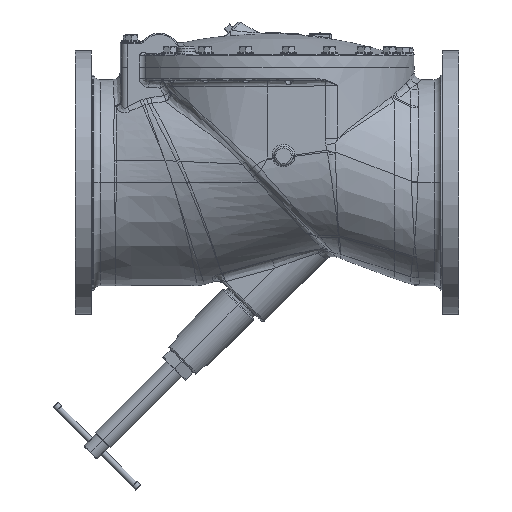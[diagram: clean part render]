
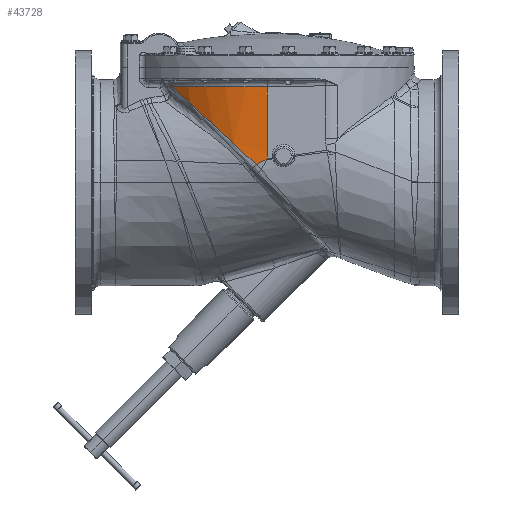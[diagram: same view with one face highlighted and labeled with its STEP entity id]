
A CAD part, top view. The second image highlights one B-rep face of the part: STEP entity #43728.
In plain terms, the highlighted cylindrical face has radius 349.504 mm (diameter 699.008 mm), a partial arc.
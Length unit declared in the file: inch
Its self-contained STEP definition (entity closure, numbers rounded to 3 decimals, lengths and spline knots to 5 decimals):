
#13806=CARTESIAN_POINT('',(-1.13326,1.85634,
13.71325));
#13816=DIRECTION('',(0.,1.,0.));
#13817=VECTOR('',#13816,0.75939);
#13818=CARTESIAN_POINT('',(0.,2.43775,
13.76));
#13819=LINE('',#13818,#13817);
#13820=CARTESIAN_POINT('',(-1.13326,1.85634,
13.71325));
#13821=CARTESIAN_POINT('',(-1.09546,1.8768,
13.71638));
#13822=CARTESIAN_POINT('',(-1.02319,1.91603,
13.72203));
#13823=CARTESIAN_POINT('',(-0.9253,1.96938,
13.72896));
#13824=CARTESIAN_POINT('',(-0.83625,2.01808,
13.73465));
#13825=CARTESIAN_POINT('',(-0.75519,2.06254,
13.73933));
#13826=CARTESIAN_POINT('',(-0.68122,2.10319,
13.74319));
#13827=CARTESIAN_POINT('',(-0.6136,2.1404,
13.74636));
#13828=CARTESIAN_POINT('',(-0.55168,2.17447,
13.74898));
#13829=CARTESIAN_POINT('',(-0.49491,2.2057,
13.75113));
#13830=CARTESIAN_POINT('',(-0.44278,2.23432,
13.7529));
#13831=CARTESIAN_POINT('',(-0.39488,2.26052,
13.75436));
#13832=CARTESIAN_POINT('',(-0.35089,2.28446,
13.75555));
#13833=CARTESIAN_POINT('',(-0.31047,2.30629,
13.75652));
#13834=CARTESIAN_POINT('',(-0.27335,2.32613,
13.7573));
#13835=CARTESIAN_POINT('',(-0.23929,2.34406,
13.75793));
#13836=CARTESIAN_POINT('',(-0.20811,2.36016,
13.75844));
#13837=CARTESIAN_POINT('',(-0.17962,2.37449,
13.75884));
#13838=CARTESIAN_POINT('',(-0.15366,2.38708,
13.75915));
#13839=CARTESIAN_POINT('',(-0.13007,2.39801,
13.75939));
#13840=CARTESIAN_POINT('',(-0.1087,2.40732,
13.75958));
#13841=CARTESIAN_POINT('',(-0.0894,2.4151,
13.75971));
#13842=CARTESIAN_POINT('',(-0.07203,2.42143,
13.75981));
#13843=CARTESIAN_POINT('',(-0.05642,2.42647,
13.75989));
#13844=CARTESIAN_POINT('',(-0.04247,2.43035,
13.75994));
#13845=CARTESIAN_POINT('',(-0.03009,2.43322,
13.75997));
#13846=CARTESIAN_POINT('',(-0.01912,2.4353,
13.75999));
#13847=CARTESIAN_POINT('',(-0.00922,2.43677,
13.76));
#13848=CARTESIAN_POINT('',(-0.00299,2.43747,
13.76));
#13849=CARTESIAN_POINT('',(0.,2.43775,
13.76));
#13851=CARTESIAN_POINT('',(-9.87941,9.96687,
9.57783));
#13852=CARTESIAN_POINT('',(-9.81269,9.905,
9.64665));
#13853=CARTESIAN_POINT('',(-9.67728,9.77943,
9.78345));
#13854=CARTESIAN_POINT('',(-9.46823,9.58557,
9.98593));
#13855=CARTESIAN_POINT('',(-9.25324,9.38621,
10.18549));
#13856=CARTESIAN_POINT('',(-9.03231,9.18133,
10.38192));
#13857=CARTESIAN_POINT('',(-8.80545,8.97096,
10.57504));
#13858=CARTESIAN_POINT('',(-8.57266,8.75509,
10.76463));
#13859=CARTESIAN_POINT('',(-8.33399,8.53376,
10.95048));
#13860=CARTESIAN_POINT('',(-8.08945,8.307,
11.13236));
#13861=CARTESIAN_POINT('',(-7.83912,8.07486,
11.31006));
#13862=CARTESIAN_POINT('',(-7.58305,7.8374,
11.48333));
#13863=CARTESIAN_POINT('',(-7.32134,7.59471,
11.65196));
#13864=CARTESIAN_POINT('',(-7.05407,7.34686,
11.81569));
#13865=CARTESIAN_POINT('',(-6.78135,7.09396,
11.97432));
#13866=CARTESIAN_POINT('',(-6.50329,6.83611,
12.1276));
#13867=CARTESIAN_POINT('',(-6.22001,6.57342,
12.27531));
#13868=CARTESIAN_POINT('',(-5.93166,6.30602,
12.41723));
#13869=CARTESIAN_POINT('',(-5.63837,6.03405,
12.55314));
#13870=CARTESIAN_POINT('',(-5.34031,5.75765,
12.68283));
#13871=CARTESIAN_POINT('',(-5.03767,5.477,
12.80606));
#13872=CARTESIAN_POINT('',(-4.73062,5.19227,
12.92265));
#13873=CARTESIAN_POINT('',(-4.4194,4.90366,
13.03238));
#13874=CARTESIAN_POINT('',(-4.10423,4.61139,
13.13506));
#13875=CARTESIAN_POINT('',(-3.78534,4.31568,
13.23049));
#13876=CARTESIAN_POINT('',(-3.463,4.01677,
13.31851));
#13877=CARTESIAN_POINT('',(-3.13746,3.71489,
13.39894));
#13878=CARTESIAN_POINT('',(-2.80901,3.41031,
13.47163));
#13879=CARTESIAN_POINT('',(-2.47795,3.10331,
13.53645));
#13880=CARTESIAN_POINT('',(-2.14457,2.79415,
13.59326));
#13881=CARTESIAN_POINT('',(-1.80916,2.48312,
13.64195));
#13882=CARTESIAN_POINT('',(-1.472,2.17047,
13.68244));
#13883=CARTESIAN_POINT('',(-1.24632,1.96119,
13.70391));
#13884=CARTESIAN_POINT('',(-1.13326,1.85634,
13.71325));
#13886=CARTESIAN_POINT('',(0.,9.96687,0.));
#13887=DIRECTION('',(0.,-1.,0.));
#13888=DIRECTION('',(0.,0.,1.));
#13889=AXIS2_PLACEMENT_3D('',#13886,#13887,#13888);
#13891=DIRECTION('',(0.,1.,0.));
#13892=VECTOR('',#13891,0.96436);
#13893=CARTESIAN_POINT('',(0.00001,9.00252,
13.75967));
#13894=LINE('',#13893,#13892);
#13895=CARTESIAN_POINT('',(0.00001,9.00252,
13.75967));
#13896=CARTESIAN_POINT('',(-0.00049,9.00252,
13.75967));
#13897=CARTESIAN_POINT('',(-0.001,9.00252,
13.7595));
#13898=CARTESIAN_POINT('',(-0.0015,9.00252,
13.7595));
#13900=CARTESIAN_POINT('',(-0.0015,3.19713,
13.7595));
#13901=CARTESIAN_POINT('',(-0.0015,5.13226,
13.7595));
#13902=CARTESIAN_POINT('',(-0.0015,7.06739,
13.7595));
#13903=CARTESIAN_POINT('',(-0.0015,9.00252,
13.7595));
#13905=CARTESIAN_POINT('',(-0.0015,3.19713,
13.7595));
#13906=CARTESIAN_POINT('',(-0.001,3.19713,
13.7595));
#13907=CARTESIAN_POINT('',(-0.00051,3.19713,
13.75967));
#13908=CARTESIAN_POINT('',(-0.00001,3.19713,
13.75967));
#24830=CARTESIAN_POINT('',(0.,2.43775,
13.76));
#24832=VERTEX_POINT('',#24830);
#24847=VERTEX_POINT('',#13806);
#24921=CARTESIAN_POINT('',(-0.00001,9.96687,13.76));
#24922=CARTESIAN_POINT('',(-9.87941,9.96687,
9.57783));
#24923=VERTEX_POINT('',#24921);
#24924=VERTEX_POINT('',#24922);
#25144=CARTESIAN_POINT('',(-0.00001,3.19713,
13.75967));
#25145=VERTEX_POINT('',#25144);
#25146=CARTESIAN_POINT('',(0.00001,9.00252,
13.75967));
#25147=VERTEX_POINT('',#25146);
#25148=VERTEX_POINT('',#13900);
#25149=VERTEX_POINT('',#13903);
#43707=CARTESIAN_POINT('',(0.,0.116,0.));
#43708=DIRECTION('',(0.,1.,0.));
#43709=DIRECTION('',(1.,0.,0.));
#43710=AXIS2_PLACEMENT_3D('',#43707,#43708,#43709);
#43711=CYLINDRICAL_SURFACE('',#43710,13.76);
#43713=ORIENTED_EDGE('',*,*,#43712,.F.);
#43714=ORIENTED_EDGE('',*,*,#43691,.F.);
#43715=ORIENTED_EDGE('',*,*,#33211,.F.);
#43717=ORIENTED_EDGE('',*,*,#43716,.F.);
#43719=ORIENTED_EDGE('',*,*,#43718,.F.);
#43721=ORIENTED_EDGE('',*,*,#43720,.T.);
#43723=ORIENTED_EDGE('',*,*,#43722,.F.);
#43725=ORIENTED_EDGE('',*,*,#43724,.T.);
#43726=EDGE_LOOP('',(#43713,#43714,#43715,#43717,#43719,#43721,#43723,#43725));
#43727=FACE_OUTER_BOUND('',#43726,.F.);
#13850=B_SPLINE_CURVE_WITH_KNOTS('',3,(#13820,#13821,#13822,#13823,#13824,
#13825,#13826,#13827,#13828,#13829,#13830,#13831,#13832,#13833,#13834,#13835,
#13836,#13837,#13838,#13839,#13840,#13841,#13842,#13843,#13844,#13845,#13846,
#13847,#13848,#13849),.UNSPECIFIED.,.F.,.F.,(4,1,1,1,1,1,1,1,1,1,1,1,1,1,1,1,1,
1,1,1,1,1,1,1,1,1,1,4),(0.,0.03704,0.07407,
0.11111,0.14815,0.18519,0.22222,
0.25926,0.2963,0.33333,0.37037,
0.40741,0.44444,0.48148,0.51852,
0.55556,0.59259,0.62963,0.66667,
0.7037,0.74074,0.77778,0.81481,
0.85185,0.88889,0.92593,0.96296,1.),
.UNSPECIFIED.);
#13885=B_SPLINE_CURVE_WITH_KNOTS('',3,(#13851,#13852,#13853,#13854,#13855,
#13856,#13857,#13858,#13859,#13860,#13861,#13862,#13863,#13864,#13865,#13866,
#13867,#13868,#13869,#13870,#13871,#13872,#13873,#13874,#13875,#13876,#13877,
#13878,#13879,#13880,#13881,#13882,#13883,#13884),.UNSPECIFIED.,.F.,.F.,(4,1,1,
1,1,1,1,1,1,1,1,1,1,1,1,1,1,1,1,1,1,1,1,1,1,1,1,1,1,1,1,4),(0.,
0.03226,0.06452,0.09677,0.12903,
0.16129,0.19355,0.22581,0.25806,
0.29032,0.32258,0.35484,0.3871,
0.41935,0.45161,0.48387,0.51613,
0.54839,0.58065,0.6129,0.64516,
0.67742,0.70968,0.74194,0.77419,
0.80645,0.83871,0.87097,0.90323,
0.93548,0.96774,1.),.UNSPECIFIED.);
#13890=CIRCLE('',#13889,13.76);
#13899=B_SPLINE_CURVE_WITH_KNOTS('',3,(#13895,#13896,#13897,#13898),
.UNSPECIFIED.,.F.,.F.,(4,4),(0.,1.),.UNSPECIFIED.);
#13904=B_SPLINE_CURVE_WITH_KNOTS('',3,(#13900,#13901,#13902,#13903),
.UNSPECIFIED.,.F.,.F.,(4,4),(0.,1.),.UNSPECIFIED.);
#13909=B_SPLINE_CURVE_WITH_KNOTS('',3,(#13905,#13906,#13907,#13908),
.UNSPECIFIED.,.F.,.F.,(4,4),(0.,1.),.UNSPECIFIED.);
#33211=EDGE_CURVE('',#24924,#24847,#13885,.T.);
#43691=EDGE_CURVE('',#24847,#24832,#13850,.T.);
#43712=EDGE_CURVE('',#24832,#25145,#13819,.T.);
#43716=EDGE_CURVE('',#24923,#24924,#13890,.T.);
#43718=EDGE_CURVE('',#25147,#24923,#13894,.T.);
#43720=EDGE_CURVE('',#25147,#25149,#13899,.T.);
#43722=EDGE_CURVE('',#25148,#25149,#13904,.T.);
#43724=EDGE_CURVE('',#25148,#25145,#13909,.T.);
#43728=ADVANCED_FACE('',(#43727),#43711,.T.);
